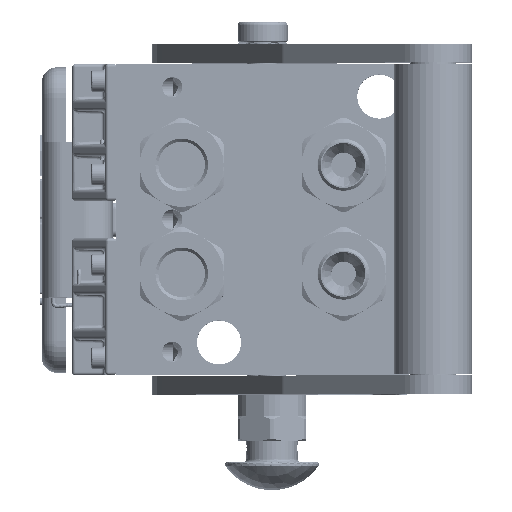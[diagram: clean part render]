
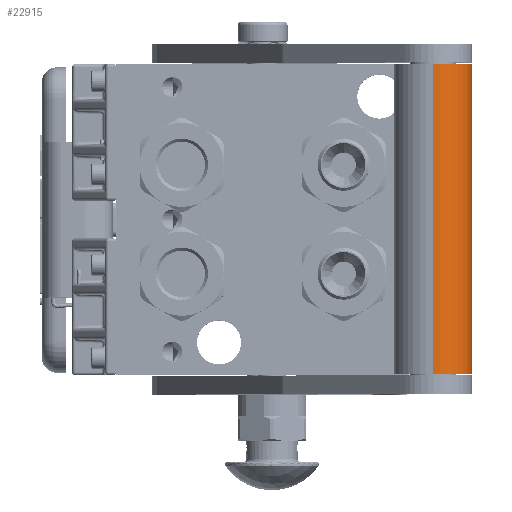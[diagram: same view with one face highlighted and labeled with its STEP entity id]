
A CAD part, top view. The second image highlights one B-rep face of the part: STEP entity #22915.
In plain terms, the highlighted cylindrical face has radius 12.5 mm (diameter 25 mm), a partial arc.
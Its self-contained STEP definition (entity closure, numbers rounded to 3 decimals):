
#7429 = CIRCLE ( 'NONE', #108467, 12.5 ) ;
#13897 = LINE ( 'NONE', #120605, #25082 ) ;
#14711 = VERTEX_POINT ( 'NONE', #41542 ) ;
#20318 = DIRECTION ( 'NONE',  ( 1., 0., 0. ) ) ;
#22915 = ADVANCED_FACE ( 'NONE', ( #89504 ), #54362, .T. ) ;
#24571 = CARTESIAN_POINT ( 'NONE',  ( 104., 0., 12.5 ) ) ;
#25082 = VECTOR ( 'NONE', #119618, 1000. ) ;
#32612 = CARTESIAN_POINT ( 'NONE',  ( 104., 0., 0. ) ) ;
#33720 = CARTESIAN_POINT ( 'NONE',  ( 104., 0., -12.5 ) ) ;
#34936 = DIRECTION ( 'NONE',  ( -1., 0., 0. ) ) ;
#38233 = AXIS2_PLACEMENT_3D ( 'NONE', #32612, #44980, #79550 ) ;
#41322 = EDGE_LOOP ( 'NONE', ( #42711, #126020, #125483, #47861 ) ) ;
#41542 = CARTESIAN_POINT ( 'NONE',  ( 4.5, 0., 12.5 ) ) ;
#42711 = ORIENTED_EDGE ( 'NONE', *, *, #129052, .T. ) ;
#44615 = VERTEX_POINT ( 'NONE', #112306 ) ;
#44980 = DIRECTION ( 'NONE',  ( 1., 0., 0. ) ) ;
#46811 = DIRECTION ( 'NONE',  ( 0., 0., 1. ) ) ;
#47861 = ORIENTED_EDGE ( 'NONE', *, *, #63454, .T. ) ;
#54362 = CYLINDRICAL_SURFACE ( 'NONE', #89529, 12.5 ) ;
#63381 = EDGE_CURVE ( 'NONE', #100627, #14711, #152717, .T. ) ;
#63454 = EDGE_CURVE ( 'NONE', #67471, #44615, #13897, .T. ) ;
#67471 = VERTEX_POINT ( 'NONE', #33720 ) ;
#71279 = VECTOR ( 'NONE', #95850, 1000. ) ;
#79550 = DIRECTION ( 'NONE',  ( 0., 0., -1. ) ) ;
#85188 = EDGE_CURVE ( 'NONE', #67471, #100627, #135799, .T. ) ;
#89504 = FACE_OUTER_BOUND ( 'NONE', #41322, .T. ) ;
#89529 = AXIS2_PLACEMENT_3D ( 'NONE', #130510, #34936, #46811 ) ;
#91094 = CARTESIAN_POINT ( 'NONE',  ( 4.5, 0., 0. ) ) ;
#95850 = DIRECTION ( 'NONE',  ( -1., 0., 0. ) ) ;
#100627 = VERTEX_POINT ( 'NONE', #118654 ) ;
#108467 = AXIS2_PLACEMENT_3D ( 'NONE', #91094, #20318, #138184 ) ;
#112306 = CARTESIAN_POINT ( 'NONE',  ( 4.5, 0., -12.5 ) ) ;
#118654 = CARTESIAN_POINT ( 'NONE',  ( 104., 0., 12.5 ) ) ;
#119618 = DIRECTION ( 'NONE',  ( -1., 0., 0. ) ) ;
#120605 = CARTESIAN_POINT ( 'NONE',  ( 104., 0., -12.5 ) ) ;
#125483 = ORIENTED_EDGE ( 'NONE', *, *, #85188, .F. ) ;
#126020 = ORIENTED_EDGE ( 'NONE', *, *, #63381, .F. ) ;
#129052 = EDGE_CURVE ( 'NONE', #44615, #14711, #7429, .T. ) ;
#130510 = CARTESIAN_POINT ( 'NONE',  ( -5.425, 0., 0. ) ) ;
#135799 = CIRCLE ( 'NONE', #38233, 12.5 ) ;
#138184 = DIRECTION ( 'NONE',  ( 0., 0., -1. ) ) ;
#152717 = LINE ( 'NONE', #24571, #71279 ) ;
